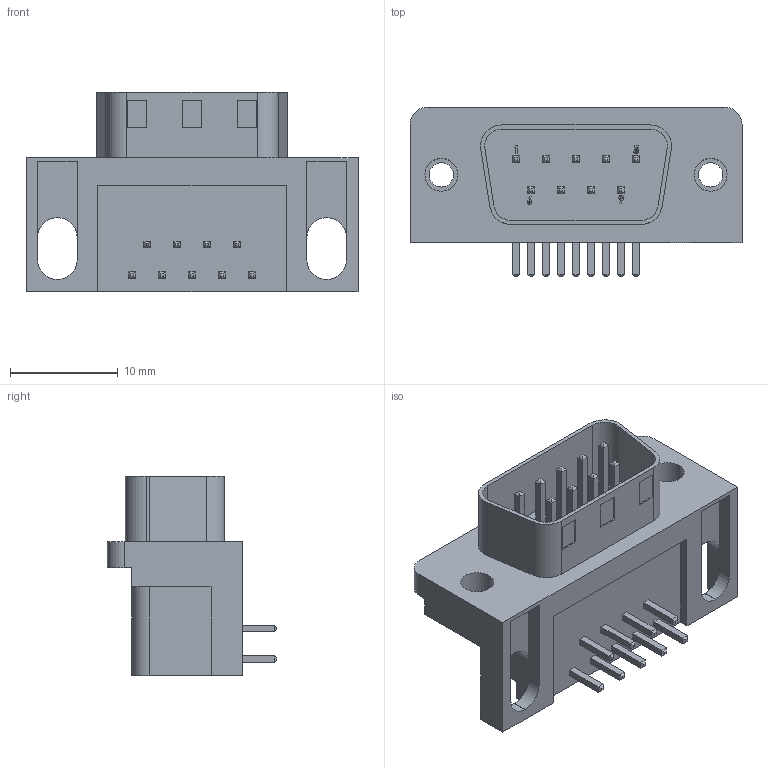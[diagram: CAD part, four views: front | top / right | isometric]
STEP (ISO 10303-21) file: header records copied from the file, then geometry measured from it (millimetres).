
FILE_DESCRIPTION(('FreeCAD Model'),'2;1');
FILE_NAME('DSUB9-Male.step', '2018-04-16T14:17:27',('kicad StepUp'),('ksu MCAD'), 'Open CASCADE STEP processor 6.8','FreeCAD','Unknown');
FILE_SCHEMA(('AUTOMOTIVE_DESIGN_CC2 { 1 2 10303 214 -1 1 5 4 }'));
Length unit declared in the file: millimetre
Products named in the file (1): DSUB9-Male
Bounding box: 30.81 x 15.72 x 18.49 mm (x, y, z)
Volume: 3059.6 mm3; surface area: 2711 mm2
Topology: 1 solids, 1 shells, 323 faces, 795 edges, 506 vertices
Faces by surface type: plane 269, cylinder 30, bspline 24
Entity records: 12767 total; most frequent: CARTESIAN_POINT 2977, ORIENTED_EDGE 1590, DIRECTION 1407, EDGE_CURVE 795, LINE 687, VECTOR 687, VERTEX_POINT 506, FACE_BOUND 363
